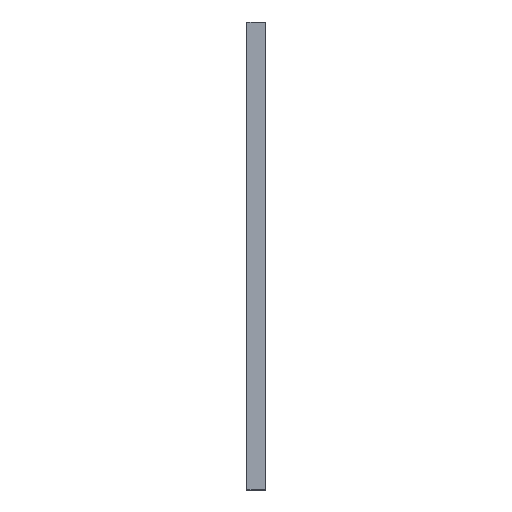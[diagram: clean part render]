
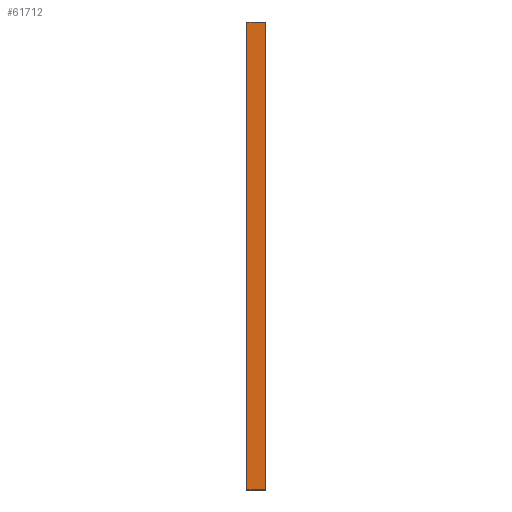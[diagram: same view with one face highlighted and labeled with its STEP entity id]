
A CAD part, front view. The second image highlights one B-rep face of the part: STEP entity #61712.
In plain terms, the highlighted planar face has unit normal (0, -1, 0).
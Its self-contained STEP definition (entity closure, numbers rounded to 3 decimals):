
#42524 = PLANE('',#42525);
#42525 = AXIS2_PLACEMENT_3D('',#42526,#42527,#42528);
#42526 = CARTESIAN_POINT('',(6.,-12.45,0.05));
#42527 = DIRECTION('',(0.,0.707,0.707));
#42528 = DIRECTION('',(1.,0.,0.));
#42878 = PLANE('',#42879);
#42879 = AXIS2_PLACEMENT_3D('',#42880,#42881,#42882);
#42880 = CARTESIAN_POINT('',(6.,-12.45,299.95));
#42881 = DIRECTION('',(0.,-0.707,
    0.707));
#42882 = DIRECTION('',(1.,0.,0.));
#43211 = PLANE('',#43212);
#43212 = AXIS2_PLACEMENT_3D('',#43213,#43214,#43215);
#43213 = CARTESIAN_POINT('',(-5.9,-12.4,0.));
#43214 = DIRECTION('',(-0.707,-0.707,
    0.));
#43215 = DIRECTION('',(0.,0.,1.));
#52206 = VERTEX_POINT('',#52207);
#52207 = CARTESIAN_POINT('',(5.9,-12.5,0.1));
#52228 = EDGE_CURVE('',#52206,#52229,#52231,.T.);
#52229 = VERTEX_POINT('',#52230);
#52230 = CARTESIAN_POINT('',(-5.8,-12.5,0.1));
#52231 = SURFACE_CURVE('',#52232,(#52236,#52243),.PCURVE_S1.);
#52232 = LINE('',#52233,#52234);
#52233 = CARTESIAN_POINT('',(6.,-12.5,0.1));
#52234 = VECTOR('',#52235,1.);
#52235 = DIRECTION('',(-1.,0.,0.));
#52236 = PCURVE('',#42524,#52237);
#52237 = DEFINITIONAL_REPRESENTATION('',(#52238),#52242);
#52238 = LINE('',#52239,#52240);
#52239 = CARTESIAN_POINT('',(0.,-0.071));
#52240 = VECTOR('',#52241,1.);
#52241 = DIRECTION('',(-1.,0.));
#52242 = ( GEOMETRIC_REPRESENTATION_CONTEXT(2) 
PARAMETRIC_REPRESENTATION_CONTEXT() REPRESENTATION_CONTEXT('2D SPACE',''
  ) );
#52243 = PCURVE('',#52244,#52249);
#52244 = PLANE('',#52245);
#52245 = AXIS2_PLACEMENT_3D('',#52246,#52247,#52248);
#52246 = CARTESIAN_POINT('',(6.,-12.5,0.));
#52247 = DIRECTION('',(0.,-1.,0.));
#52248 = DIRECTION('',(-1.,0.,0.));
#52249 = DEFINITIONAL_REPRESENTATION('',(#52250),#52254);
#52250 = LINE('',#52251,#52252);
#52251 = CARTESIAN_POINT('',(0.,-0.1));
#52252 = VECTOR('',#52253,1.);
#52253 = DIRECTION('',(1.,0.));
#52254 = ( GEOMETRIC_REPRESENTATION_CONTEXT(2) 
PARAMETRIC_REPRESENTATION_CONTEXT() REPRESENTATION_CONTEXT('2D SPACE',''
  ) );
#52523 = VERTEX_POINT('',#52524);
#52524 = CARTESIAN_POINT('',(5.9,-12.5,299.9));
#52545 = EDGE_CURVE('',#52523,#52546,#52548,.T.);
#52546 = VERTEX_POINT('',#52547);
#52547 = CARTESIAN_POINT('',(-5.8,-12.5,299.9));
#52548 = SURFACE_CURVE('',#52549,(#52553,#52560),.PCURVE_S1.);
#52549 = LINE('',#52550,#52551);
#52550 = CARTESIAN_POINT('',(6.,-12.5,299.9));
#52551 = VECTOR('',#52552,1.);
#52552 = DIRECTION('',(-1.,0.,0.));
#52553 = PCURVE('',#42878,#52554);
#52554 = DEFINITIONAL_REPRESENTATION('',(#52555),#52559);
#52555 = LINE('',#52556,#52557);
#52556 = CARTESIAN_POINT('',(0.,-0.071));
#52557 = VECTOR('',#52558,1.);
#52558 = DIRECTION('',(-1.,0.));
#52559 = ( GEOMETRIC_REPRESENTATION_CONTEXT(2) 
PARAMETRIC_REPRESENTATION_CONTEXT() REPRESENTATION_CONTEXT('2D SPACE',''
  ) );
#52560 = PCURVE('',#52244,#52561);
#52561 = DEFINITIONAL_REPRESENTATION('',(#52562),#52566);
#52562 = LINE('',#52563,#52564);
#52563 = CARTESIAN_POINT('',(0.,-299.9));
#52564 = VECTOR('',#52565,1.);
#52565 = DIRECTION('',(1.,0.));
#52566 = ( GEOMETRIC_REPRESENTATION_CONTEXT(2) 
PARAMETRIC_REPRESENTATION_CONTEXT() REPRESENTATION_CONTEXT('2D SPACE',''
  ) );
#52647 = EDGE_CURVE('',#52229,#52546,#52648,.T.);
#52648 = SURFACE_CURVE('',#52649,(#52653,#52660),.PCURVE_S1.);
#52649 = LINE('',#52650,#52651);
#52650 = CARTESIAN_POINT('',(-5.8,-12.5,0.));
#52651 = VECTOR('',#52652,1.);
#52652 = DIRECTION('',(0.,0.,1.));
#52653 = PCURVE('',#43211,#52654);
#52654 = DEFINITIONAL_REPRESENTATION('',(#52655),#52659);
#52655 = LINE('',#52656,#52657);
#52656 = CARTESIAN_POINT('',(0.,-0.141));
#52657 = VECTOR('',#52658,1.);
#52658 = DIRECTION('',(1.,0.));
#52659 = ( GEOMETRIC_REPRESENTATION_CONTEXT(2) 
PARAMETRIC_REPRESENTATION_CONTEXT() REPRESENTATION_CONTEXT('2D SPACE',''
  ) );
#52660 = PCURVE('',#52244,#52661);
#52661 = DEFINITIONAL_REPRESENTATION('',(#52662),#52666);
#52662 = LINE('',#52663,#52664);
#52663 = CARTESIAN_POINT('',(11.8,0.));
#52664 = VECTOR('',#52665,1.);
#52665 = DIRECTION('',(0.,-1.));
#52666 = ( GEOMETRIC_REPRESENTATION_CONTEXT(2) 
PARAMETRIC_REPRESENTATION_CONTEXT() REPRESENTATION_CONTEXT('2D SPACE',''
  ) );
#61362 = PLANE('',#61363);
#61363 = AXIS2_PLACEMENT_3D('',#61364,#61365,#61366);
#61364 = CARTESIAN_POINT('',(5.95,-12.45,0.));
#61365 = DIRECTION('',(0.707,-0.707,0.));
#61366 = DIRECTION('',(0.,0.,1.));
#61712 = ADVANCED_FACE('',(#61713),#52244,.T.);
#61713 = FACE_BOUND('',#61714,.T.);
#61714 = EDGE_LOOP('',(#61715,#61736,#61737,#61738));
#61715 = ORIENTED_EDGE('',*,*,#61716,.T.);
#61716 = EDGE_CURVE('',#52206,#52523,#61717,.T.);
#61717 = SURFACE_CURVE('',#61718,(#61722,#61729),.PCURVE_S1.);
#61718 = LINE('',#61719,#61720);
#61719 = CARTESIAN_POINT('',(5.9,-12.5,0.));
#61720 = VECTOR('',#61721,1.);
#61721 = DIRECTION('',(0.,0.,1.));
#61722 = PCURVE('',#52244,#61723);
#61723 = DEFINITIONAL_REPRESENTATION('',(#61724),#61728);
#61724 = LINE('',#61725,#61726);
#61725 = CARTESIAN_POINT('',(0.1,0.));
#61726 = VECTOR('',#61727,1.);
#61727 = DIRECTION('',(0.,-1.));
#61728 = ( GEOMETRIC_REPRESENTATION_CONTEXT(2) 
PARAMETRIC_REPRESENTATION_CONTEXT() REPRESENTATION_CONTEXT('2D SPACE',''
  ) );
#61729 = PCURVE('',#61362,#61730);
#61730 = DEFINITIONAL_REPRESENTATION('',(#61731),#61735);
#61731 = LINE('',#61732,#61733);
#61732 = CARTESIAN_POINT('',(0.,0.071));
#61733 = VECTOR('',#61734,1.);
#61734 = DIRECTION('',(1.,0.));
#61735 = ( GEOMETRIC_REPRESENTATION_CONTEXT(2) 
PARAMETRIC_REPRESENTATION_CONTEXT() REPRESENTATION_CONTEXT('2D SPACE',''
  ) );
#61736 = ORIENTED_EDGE('',*,*,#52545,.T.);
#61737 = ORIENTED_EDGE('',*,*,#52647,.F.);
#61738 = ORIENTED_EDGE('',*,*,#52228,.F.);
